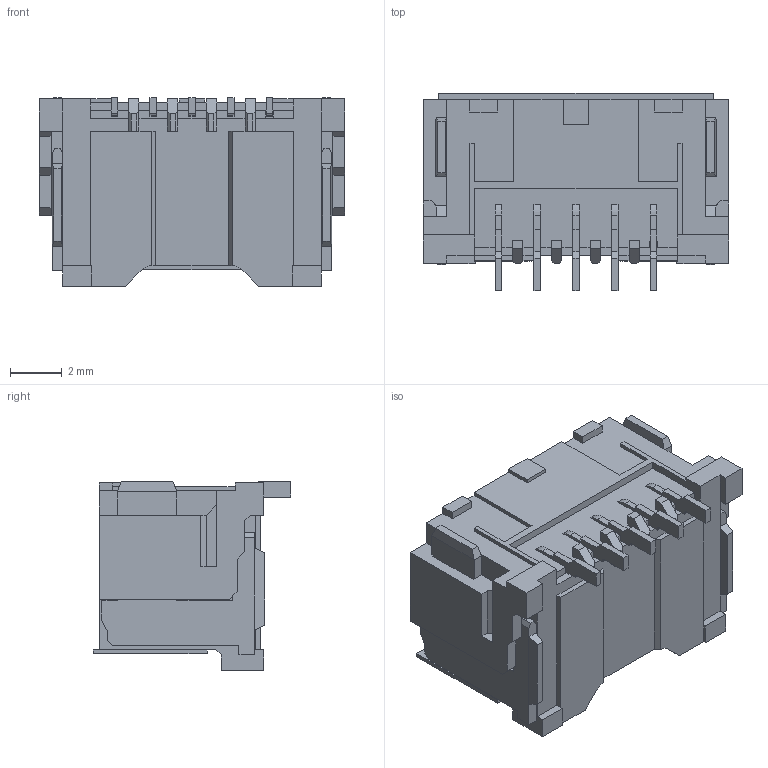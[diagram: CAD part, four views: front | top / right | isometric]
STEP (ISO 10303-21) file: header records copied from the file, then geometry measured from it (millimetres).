
FILE_DESCRIPTION((''),'2;1');
FILE_NAME('5054050560','2016-04-28T',('gsharma'),(''),'PRO/ENGINEER BY PARAMETRIC TECHNOLOGY CORPORATION, 2012310','PRO/ENGINEER BY PARAMETRIC TECHNOLOGY CORPORATION, 2012310','');
FILE_SCHEMA(('CONFIG_CONTROL_DESIGN'));
Length unit declared in the file: millimetre
Products named in the file (1): 5054050560
Bounding box: 11.8 x 7.63 x 7.3 mm (x, y, z)
Volume: 252.9 mm3; surface area: 786.5 mm2
Topology: 1 solids, 1 shells, 490 faces, 1461 edges, 964 vertices
Faces by surface type: plane 451, cylinder 39
Entity records: 16149 total; most frequent: CARTESIAN_POINT 2932, ORIENTED_EDGE 2866, DIRECTION 2501, EDGE_CURVE 1433, VECTOR 1379, LINE 1379, VERTEX_POINT 936, AXIS2_PLACEMENT_3D 561
